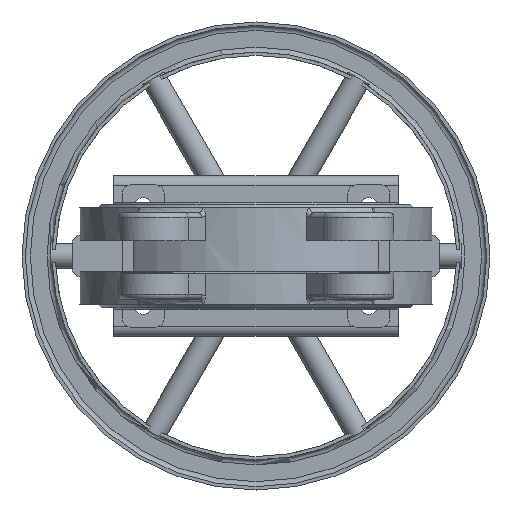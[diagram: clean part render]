
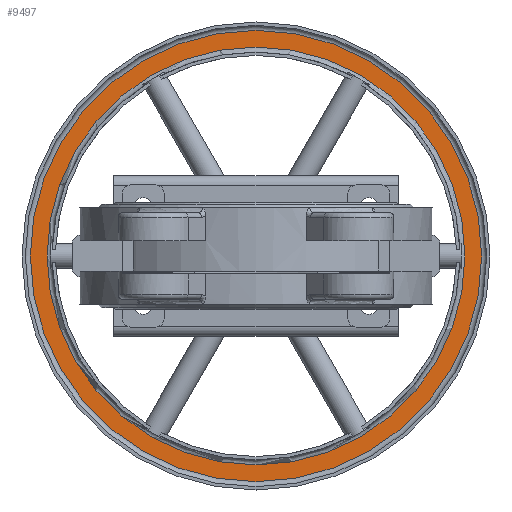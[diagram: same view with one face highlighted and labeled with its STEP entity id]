
A CAD part, front view. The second image highlights one B-rep face of the part: STEP entity #9497.
In plain terms, the highlighted planar face has unit normal (0, -1, 0).
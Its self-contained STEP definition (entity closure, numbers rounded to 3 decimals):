
#566=FACE_BOUND('',#1610,.T.);
#1045=FACE_OUTER_BOUND('',#1609,.T.);
#1609=EDGE_LOOP('',(#8119));
#1610=EDGE_LOOP('',(#8120));
#2016=CIRCLE('',#10466,125.);
#2044=CIRCLE('',#10515,135.);
#4236=VERTEX_POINT('',#18116);
#4246=VERTEX_POINT('',#18267);
#5507=EDGE_CURVE('',#4236,#4236,#2016,.T.);
#5543=EDGE_CURVE('',#4246,#4246,#2044,.T.);
#8119=ORIENTED_EDGE('',*,*,#5543,.F.);
#8120=ORIENTED_EDGE('',*,*,#5507,.T.);
#8508=PLANE('',#10514);
#9497=ADVANCED_FACE('',(#1045,#566),#8508,.T.);
#10466=AXIS2_PLACEMENT_3D('',#18118,#12755,#12756);
#10514=AXIS2_PLACEMENT_3D('',#18266,#12854,#12855);
#10515=AXIS2_PLACEMENT_3D('',#18268,#12856,#12857);
#12755=DIRECTION('center_axis',(0.,1.,0.));
#12756=DIRECTION('ref_axis',(1.,0.,0.));
#12854=DIRECTION('center_axis',(0.,-1.,0.));
#12855=DIRECTION('ref_axis',(0.,0.,-1.));
#12856=DIRECTION('center_axis',(0.,1.,0.));
#12857=DIRECTION('ref_axis',(1.,0.,0.));
#18116=CARTESIAN_POINT('',(0.,15.499,-125.));
#18118=CARTESIAN_POINT('Origin',(0.,15.499,0.));
#18266=CARTESIAN_POINT('Origin',(135.,15.499,0.));
#18267=CARTESIAN_POINT('',(0.,15.499,-135.));
#18268=CARTESIAN_POINT('Origin',(0.,15.499,0.));
